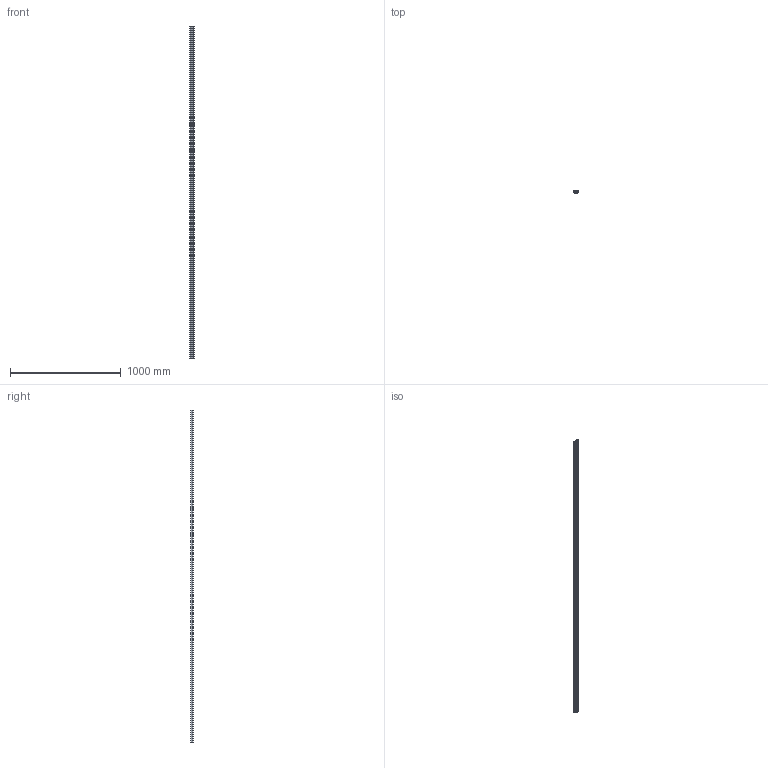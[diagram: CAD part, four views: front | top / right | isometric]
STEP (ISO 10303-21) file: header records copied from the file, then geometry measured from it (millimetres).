
FILE_DESCRIPTION (( 'STEP AP214' ), '1' );
FILE_NAME ('Rexnord-693252M.STEP', '2023-08-01T09:44:42', ( '' ), ( '' ), 'SwSTEP 2.0', 'SolidWorks 2022', '' );
FILE_SCHEMA (( 'AUTOMOTIVE_DESIGN' ));
Length unit declared in the file: millimetre
Products named in the file (3): Rexnord-693252M; Rexnord-693252M_S0366 upper; Rexnord-693252M_S0366 lower
Assembly tree (2 placements, depth 2):
  Rexnord-693252M
    Rexnord-693252M_S0366 upper
    Rexnord-693252M_S0366 lower
Bounding box: 43 x 26 x 3000 mm (x, y, z)
Volume: 1170447.5 mm3; surface area: 829014.3 mm2
Topology: 2 solids, 2 shells, 44 faces, 120 edges, 80 vertices
Faces by surface type: plane 30, cylinder 14
Entity records: 1689 total; most frequent: CARTESIAN_POINT 249, DIRECTION 246, ORIENTED_EDGE 240, EDGE_CURVE 120, LINE 92, VECTOR 92, VERTEX_POINT 80, AXIS2_PLACEMENT_3D 77
